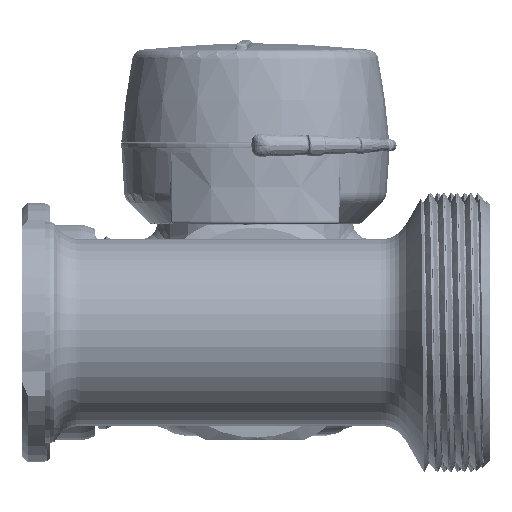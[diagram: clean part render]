
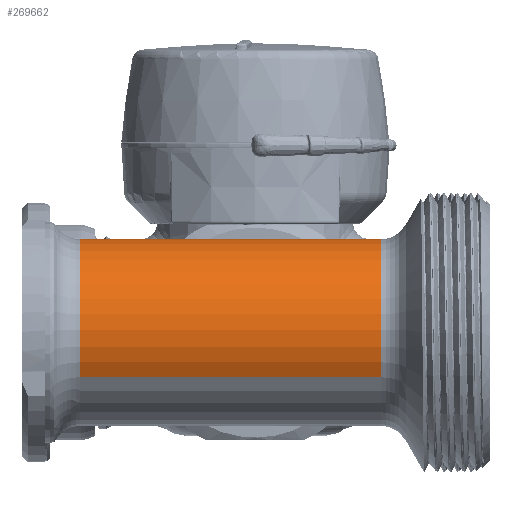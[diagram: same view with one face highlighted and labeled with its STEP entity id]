
A CAD part, left-side view. The second image highlights one B-rep face of the part: STEP entity #269662.
In plain terms, the highlighted cylindrical face has radius 16 mm (diameter 32 mm), a partial arc.
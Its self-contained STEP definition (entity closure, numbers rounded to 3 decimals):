
#269456=AXIS2_PLACEMENT_3D('Circle Axis2P3D',#269454,#269455,$) ;
#269576=AXIS2_PLACEMENT_3D('Cylinder Axis2P3D',#269573,#269574,#269575) ;
#269589=AXIS2_PLACEMENT_3D('Circle Axis2P3D',#269587,#269588,$) ;
#269451=CARTESIAN_POINT('Vertex',(7.671,14.041,-21.475)) ;
#269454=CARTESIAN_POINT('Axis2P3D Location',(0.,0.,-21.475)) ;
#269458=CARTESIAN_POINT('Vertex',(-7.671,-14.041,-21.475)) ;
#269573=CARTESIAN_POINT('Axis2P3D Location',(0.,0.,0.)) ;
#269578=CARTESIAN_POINT('Line Origine',(7.671,14.041,0.)) ;
#269582=CARTESIAN_POINT('Vertex',(7.671,14.041,16.674)) ;
#269584=CARTESIAN_POINT('Vertex',(7.671,14.041,30.)) ;
#269587=CARTESIAN_POINT('Axis2P3D Location',(0.,0.,30.)) ;
#269591=CARTESIAN_POINT('Vertex',(-7.671,-14.041,30.)) ;
#269594=CARTESIAN_POINT('Line Origine',(-7.671,-14.041,0.)) ;
#269599=CARTESIAN_POINT('Line Origine',(7.671,14.041,0.)) ;
#269603=CARTESIAN_POINT('Vertex',(7.671,14.041,-16.674)) ;
#269607=CARTESIAN_POINT('Control Point',(7.671,14.041,-16.674)) ;
#269608=CARTESIAN_POINT('Control Point',(8.826,13.41,-15.924)) ;
#269609=CARTESIAN_POINT('Control Point',(9.864,12.689,-15.068)) ;
#269610=CARTESIAN_POINT('Control Point',(10.785,11.906,-14.138)) ;
#269611=CARTESIAN_POINT('Control Point',(12.611,10.049,-11.933)) ;
#269612=CARTESIAN_POINT('Control Point',(13.938,8.021,-9.525)) ;
#269613=CARTESIAN_POINT('Control Point',(14.536,6.865,-8.152)) ;
#269614=CARTESIAN_POINT('Control Point',(15.26,5.054,-6.001)) ;
#269615=CARTESIAN_POINT('Control Point',(15.696,3.208,-3.809)) ;
#269616=CARTESIAN_POINT('Control Point',(15.814,2.561,-3.042)) ;
#269617=CARTESIAN_POINT('Control Point',(15.899,1.913,-2.271)) ;
#269618=CARTESIAN_POINT('Control Point',(15.95,1.263,-1.5)) ;
#269619=CARTESIAN_POINT('Vertex',(15.95,1.263,-1.5)) ;
#269623=CARTESIAN_POINT('Control Point',(15.95,1.263,-1.5)) ;
#269624=CARTESIAN_POINT('Control Point',(15.956,1.194,-1.418)) ;
#269625=CARTESIAN_POINT('Control Point',(15.96,1.137,-1.326)) ;
#269626=CARTESIAN_POINT('Control Point',(15.963,1.089,-1.233)) ;
#269627=CARTESIAN_POINT('Control Point',(15.97,0.987,-0.99)) ;
#269628=CARTESIAN_POINT('Control Point',(15.974,0.921,-0.736)) ;
#269629=CARTESIAN_POINT('Control Point',(15.975,0.892,-0.582)) ;
#269630=CARTESIAN_POINT('Control Point',(15.978,0.839,-0.178)) ;
#269631=CARTESIAN_POINT('Control Point',(15.978,0.845,0.228)) ;
#269632=CARTESIAN_POINT('Control Point',(15.976,0.868,0.477)) ;
#269633=CARTESIAN_POINT('Control Point',(15.973,0.933,0.843)) ;
#269634=CARTESIAN_POINT('Control Point',(15.964,1.069,1.191)) ;
#269635=CARTESIAN_POINT('Control Point',(15.961,1.122,1.302)) ;
#269636=CARTESIAN_POINT('Control Point',(15.956,1.185,1.407)) ;
#269637=CARTESIAN_POINT('Control Point',(15.95,1.263,1.5)) ;
#269638=CARTESIAN_POINT('Vertex',(15.95,1.263,1.5)) ;
#269642=CARTESIAN_POINT('Control Point',(7.671,14.041,16.674)) ;
#269643=CARTESIAN_POINT('Control Point',(9.015,13.307,15.802)) ;
#269644=CARTESIAN_POINT('Control Point',(10.199,12.451,14.786)) ;
#269645=CARTESIAN_POINT('Control Point',(11.227,11.517,13.676)) ;
#269646=CARTESIAN_POINT('Control Point',(13.445,9.049,10.745)) ;
#269647=CARTESIAN_POINT('Control Point',(14.856,6.335,7.523)) ;
#269648=CARTESIAN_POINT('Control Point',(15.452,4.664,5.538)) ;
#269649=CARTESIAN_POINT('Control Point',(15.815,2.967,3.524)) ;
#269650=CARTESIAN_POINT('Control Point',(15.95,1.263,1.5)) ;
#269455=DIRECTION('Axis2P3D Direction',(0.,0.,-1.)) ;
#269574=DIRECTION('Axis2P3D Direction',(0.,0.,-1.)) ;
#269575=DIRECTION('Axis2P3D XDirection',(0.479,0.878,0.)) ;
#269579=DIRECTION('Vector Direction',(0.,0.,-1.)) ;
#269588=DIRECTION('Axis2P3D Direction',(0.,0.,-1.)) ;
#269595=DIRECTION('Vector Direction',(0.,0.,-1.)) ;
#269600=DIRECTION('Vector Direction',(0.,0.,-1.)) ;
#269580=VECTOR('Line Direction',#269579,1.) ;
#269596=VECTOR('Line Direction',#269595,1.) ;
#269601=VECTOR('Line Direction',#269600,1.) ;
#269653=ORIENTED_EDGE('',*,*,#269586,.T.) ;
#269654=ORIENTED_EDGE('',*,*,#269593,.T.) ;
#269655=ORIENTED_EDGE('',*,*,#269598,.F.) ;
#269656=ORIENTED_EDGE('',*,*,#269460,.F.) ;
#269657=ORIENTED_EDGE('',*,*,#269605,.T.) ;
#269658=ORIENTED_EDGE('',*,*,#269621,.F.) ;
#269659=ORIENTED_EDGE('',*,*,#269640,.F.) ;
#269660=ORIENTED_EDGE('',*,*,#269651,.F.) ;
#269662=ADVANCED_FACE('Body.2',(#269661),#269577,.T.) ;
#269606=B_SPLINE_CURVE_WITH_KNOTS('',5,(#269607,#269608,#269609,#269610,#269611,#269612,#269613,#269614,#269615,#269616,#269617,#269618),.UNSPECIFIED.,.F.,.U.,(6,3,3,6),(0.,10.734,24.105,31.259),.UNSPECIFIED.) ;
#269622=B_SPLINE_CURVE_WITH_KNOTS('',5,(#269623,#269624,#269625,#269626,#269627,#269628,#269629,#269630,#269631,#269632,#269633,#269634,#269635,#269636,#269637),.UNSPECIFIED.,.F.,.U.,(6,3,3,3,6),(0.,0.742,1.857,3.641,4.487),.UNSPECIFIED.) ;
#269641=B_SPLINE_CURVE_WITH_KNOTS('',5,(#269642,#269643,#269644,#269645,#269646,#269647,#269648,#269649,#269650),.UNSPECIFIED.,.F.,.U.,(6,3,6),(0.,12.487,31.253),.UNSPECIFIED.) ;
#269457=CIRCLE('generated circle',#269456,16.) ;
#269590=CIRCLE('generated circle',#269589,16.) ;
#269577=CYLINDRICAL_SURFACE('generated cylinder',#269576,16.) ;
#269460=EDGE_CURVE('',#269452,#269459,#269457,.T.) ;
#269586=EDGE_CURVE('',#269583,#269585,#269581,.F.) ;
#269593=EDGE_CURVE('',#269585,#269592,#269590,.T.) ;
#269598=EDGE_CURVE('',#269459,#269592,#269597,.F.) ;
#269605=EDGE_CURVE('',#269452,#269604,#269602,.F.) ;
#269621=EDGE_CURVE('',#269620,#269604,#269606,.F.) ;
#269640=EDGE_CURVE('',#269639,#269620,#269622,.F.) ;
#269651=EDGE_CURVE('',#269583,#269639,#269641,.T.) ;
#269652=EDGE_LOOP('',(#269653,#269654,#269655,#269656,#269657,#269658,#269659,#269660)) ;
#269661=FACE_OUTER_BOUND('',#269652,.T.) ;
#269581=LINE('Line',#269578,#269580) ;
#269597=LINE('Line',#269594,#269596) ;
#269602=LINE('Line',#269599,#269601) ;
#269452=VERTEX_POINT('',#269451) ;
#269459=VERTEX_POINT('',#269458) ;
#269583=VERTEX_POINT('',#269582) ;
#269585=VERTEX_POINT('',#269584) ;
#269592=VERTEX_POINT('',#269591) ;
#269604=VERTEX_POINT('',#269603) ;
#269620=VERTEX_POINT('',#269619) ;
#269639=VERTEX_POINT('',#269638) ;
